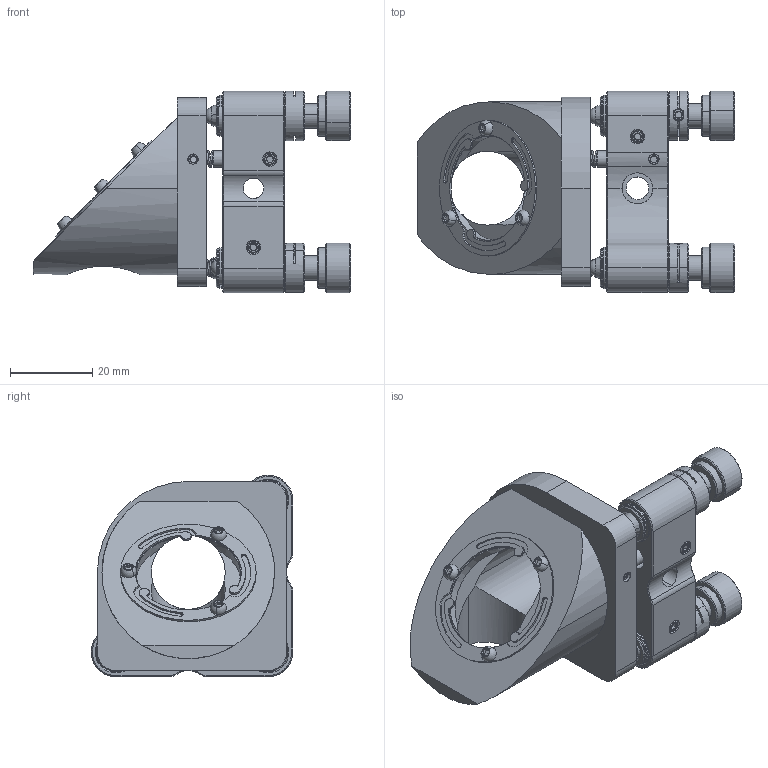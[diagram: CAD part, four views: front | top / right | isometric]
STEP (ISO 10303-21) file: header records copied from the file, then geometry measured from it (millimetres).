
FILE_DESCRIPTION (( 'STEP AP203' ), '1' );
FILE_NAME ('45度光学调整架，用于φ1.0英寸光学元件，改.STEP', '2023-09-20T05:48:20', ( '' ), ( '' ), 'SwSTEP 2.0', 'SolidWorks 2021', '' );
FILE_SCHEMA (( 'CONFIG_CONTROL_DESIGN' ));
Length unit declared in the file: millimetre
Products named in the file (1): 45度光学调整架，用于φ1.0英寸光学元件，改
Bounding box: 77.1 x 49 x 49 mm (x, y, z)
Surface area: 22233.7 mm2 (no closed solid volume)
Topology: 0 solids, 44 shells, 552 faces, 1533 edges, 1005 vertices
Faces by surface type: cylinder 178, plane 178, cone 158, sphere 20, bspline 12, torus 6
Entity records: 42442 total; most frequent: CARTESIAN_POINT 28441, DIRECTION 3032, ORIENTED_EDGE 2653, EDGE_CURVE 1493, AXIS2_PLACEMENT_3D 1202, VERTEX_POINT 987, CIRCLE 661, EDGE_LOOP 650
